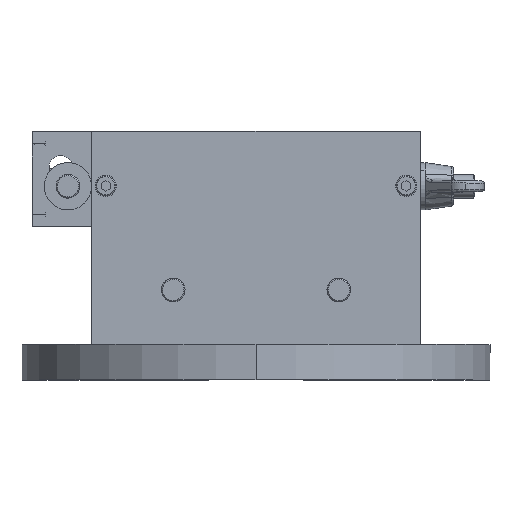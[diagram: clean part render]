
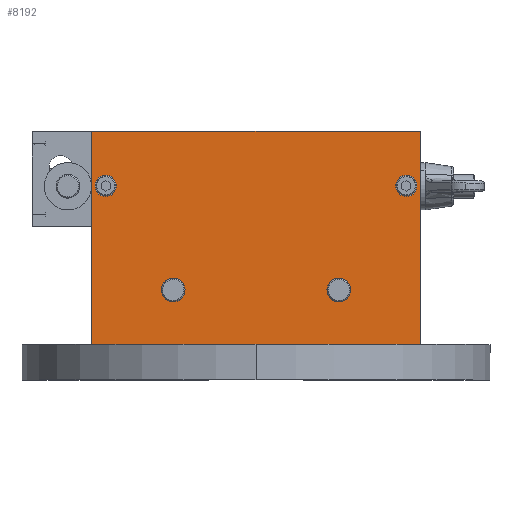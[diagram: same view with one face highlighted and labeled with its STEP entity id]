
A CAD part, top view. The second image highlights one B-rep face of the part: STEP entity #8192.
In plain terms, the highlighted planar face has unit normal (0, 0, 1).
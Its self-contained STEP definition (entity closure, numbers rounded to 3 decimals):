
#528 = CARTESIAN_POINT ( 'NONE',  ( -95.662, 24.419, 6. ) ) ;
#566 = EDGE_CURVE ( 'NONE', #23741, #7993, #16137, .T. ) ;
#626 = ORIENTED_EDGE ( 'NONE', *, *, #27989, .T. ) ;
#754 = CARTESIAN_POINT ( 'NONE',  ( -56.162, 47.419, 6. ) ) ;
#1002 = CARTESIAN_POINT ( 'NONE',  ( -94.162, 91.419, 6. ) ) ;
#1349 = ORIENTED_EDGE ( 'NONE', *, *, #21614, .F. ) ;
#1965 = DIRECTION ( 'NONE',  ( 1., 0., 0. ) ) ;
#3355 = DIRECTION ( 'NONE',  ( 0., 0., -1. ) ) ;
#3632 = VERTEX_POINT ( 'NONE', #28065 ) ;
#3822 = ORIENTED_EDGE ( 'NONE', *, *, #21971, .F. ) ;
#3873 = AXIS2_PLACEMENT_3D ( 'NONE', #24117, #24083, #24071 ) ;
#4112 = CARTESIAN_POINT ( 'NONE',  ( -95.662, 24.419, 6. ) ) ;
#4151 = ORIENTED_EDGE ( 'NONE', *, *, #26948, .F. ) ;
#4508 = EDGE_LOOP ( 'NONE', ( #17580, #24659 ) ) ;
#5524 = VECTOR ( 'NONE', #7807, 1000. ) ;
#5669 = CIRCLE ( 'NONE', #26476, 5. ) ;
#5708 = AXIS2_PLACEMENT_3D ( 'NONE', #20819, #5974, #21157 ) ;
#5787 = EDGE_CURVE ( 'NONE', #3632, #16084, #5669, .T. ) ;
#5974 = DIRECTION ( 'NONE',  ( 0., 0., 1. ) ) ;
#6133 = CARTESIAN_POINT ( 'NONE',  ( -85.162, 91.419, 6. ) ) ;
#6632 = EDGE_LOOP ( 'NONE', ( #22921, #1349 ) ) ;
#6783 = AXIS2_PLACEMENT_3D ( 'NONE', #11582, #19553, #1965 ) ;
#7807 = DIRECTION ( 'NONE',  ( 0., -1., 0. ) ) ;
#7915 = CARTESIAN_POINT ( 'NONE',  ( -95.662, 24.419, 6. ) ) ;
#7993 = VERTEX_POINT ( 'NONE', #16139 ) ;
#8192 = ADVANCED_FACE ( 'NONE', ( #20747, #26080, #19927, #19096, #11978 ), #26344, .F. ) ;
#8447 = DIRECTION ( 'NONE',  ( 1., 0., 0. ) ) ;
#8949 = VECTOR ( 'NONE', #17476, 1000. ) ;
#9193 = DIRECTION ( 'NONE',  ( 0., 0., 1. ) ) ;
#9225 = AXIS2_PLACEMENT_3D ( 'NONE', #31559, #31422, #31356 ) ;
#9254 = ORIENTED_EDGE ( 'NONE', *, *, #23713, .T. ) ;
#9382 = AXIS2_PLACEMENT_3D ( 'NONE', #23034, #22989, #22958 ) ;
#9507 = CARTESIAN_POINT ( 'NONE',  ( 32.838, 91.419, 6. ) ) ;
#9559 = CIRCLE ( 'NONE', #24992, 4.5 ) ;
#9892 = CIRCLE ( 'NONE', #5708, 4.5 ) ;
#11117 = CIRCLE ( 'NONE', #9225, 4.5 ) ;
#11549 = LINE ( 'NONE', #7915, #5524 ) ;
#11582 = CARTESIAN_POINT ( 'NONE',  ( -61.162, 47.419, 6. ) ) ;
#11978 = FACE_BOUND ( 'NONE', #4508, .T. ) ;
#12761 = VERTEX_POINT ( 'NONE', #1002 ) ;
#12934 = CARTESIAN_POINT ( 'NONE',  ( 8.838, 47.419, 6. ) ) ;
#13466 = DIRECTION ( 'NONE',  ( 1., 0., 0. ) ) ;
#13646 = EDGE_CURVE ( 'NONE', #30878, #19474, #28205, .T. ) ;
#13761 = CARTESIAN_POINT ( 'NONE',  ( 13.838, 47.419, 6. ) ) ;
#13972 = VECTOR ( 'NONE', #31691, 1000. ) ;
#14832 = CIRCLE ( 'NONE', #6783, 5. ) ;
#15741 = EDGE_CURVE ( 'NONE', #29934, #12761, #11117, .T. ) ;
#15834 = CARTESIAN_POINT ( 'NONE',  ( 43.338, 24.419, 6. ) ) ;
#16018 = AXIS2_PLACEMENT_3D ( 'NONE', #30077, #3355, #33907 ) ;
#16084 = VERTEX_POINT ( 'NONE', #13761 ) ;
#16137 = CIRCLE ( 'NONE', #16569, 5. ) ;
#16139 = CARTESIAN_POINT ( 'NONE',  ( -66.162, 47.419, 6. ) ) ;
#16569 = AXIS2_PLACEMENT_3D ( 'NONE', #25314, #9193, #13466 ) ;
#17133 = EDGE_CURVE ( 'NONE', #25457, #30878, #21037, .T. ) ;
#17167 = ORIENTED_EDGE ( 'NONE', *, *, #15741, .F. ) ;
#17476 = DIRECTION ( 'NONE',  ( 1., 0., 0. ) ) ;
#17580 = ORIENTED_EDGE ( 'NONE', *, *, #5787, .F. ) ;
#18047 = EDGE_LOOP ( 'NONE', ( #626, #9254, #19124, #18408 ) ) ;
#18408 = ORIENTED_EDGE ( 'NONE', *, *, #13646, .T. ) ;
#18656 = DIRECTION ( 'NONE',  ( -1., 0., 0. ) ) ;
#19096 = FACE_OUTER_BOUND ( 'NONE', #18047, .T. ) ;
#19124 = ORIENTED_EDGE ( 'NONE', *, *, #17133, .T. ) ;
#19234 = EDGE_CURVE ( 'NONE', #16084, #3632, #23378, .T. ) ;
#19474 = VERTEX_POINT ( 'NONE', #21638 ) ;
#19553 = DIRECTION ( 'NONE',  ( 0., 0., 1. ) ) ;
#19927 = FACE_BOUND ( 'NONE', #22699, .T. ) ;
#20414 = VECTOR ( 'NONE', #18656, 1000. ) ;
#20747 = FACE_BOUND ( 'NONE', #29833, .T. ) ;
#20819 = CARTESIAN_POINT ( 'NONE',  ( 37.338, 91.419, 6. ) ) ;
#21037 = LINE ( 'NONE', #31733, #13972 ) ;
#21157 = DIRECTION ( 'NONE',  ( 1., 0., 0. ) ) ;
#21614 = EDGE_CURVE ( 'NONE', #31388, #28637, #9892, .T. ) ;
#21638 = CARTESIAN_POINT ( 'NONE',  ( -95.662, 114.419, 6. ) ) ;
#21971 = EDGE_CURVE ( 'NONE', #7993, #23741, #14832, .T. ) ;
#22699 = EDGE_LOOP ( 'NONE', ( #3822, #32775 ) ) ;
#22921 = ORIENTED_EDGE ( 'NONE', *, *, #33382, .F. ) ;
#22958 = DIRECTION ( 'NONE',  ( 1., 0., 0. ) ) ;
#22989 = DIRECTION ( 'NONE',  ( 0., 0., 1. ) ) ;
#23034 = CARTESIAN_POINT ( 'NONE',  ( 37.338, 91.419, 6. ) ) ;
#23378 = CIRCLE ( 'NONE', #3873, 5. ) ;
#23713 = EDGE_CURVE ( 'NONE', #32892, #25457, #29933, .T. ) ;
#23741 = VERTEX_POINT ( 'NONE', #754 ) ;
#24071 = DIRECTION ( 'NONE',  ( 1., 0., 0. ) ) ;
#24083 = DIRECTION ( 'NONE',  ( 0., 0., 1. ) ) ;
#24117 = CARTESIAN_POINT ( 'NONE',  ( 8.838, 47.419, 6. ) ) ;
#24659 = ORIENTED_EDGE ( 'NONE', *, *, #19234, .F. ) ;
#24992 = AXIS2_PLACEMENT_3D ( 'NONE', #26004, #25972, #25896 ) ;
#25012 = CARTESIAN_POINT ( 'NONE',  ( 43.338, 114.419, 6. ) ) ;
#25314 = CARTESIAN_POINT ( 'NONE',  ( -61.162, 47.419, 6. ) ) ;
#25457 = VERTEX_POINT ( 'NONE', #15834 ) ;
#25896 = DIRECTION ( 'NONE',  ( 1., 0., 0. ) ) ;
#25972 = DIRECTION ( 'NONE',  ( 0., 0., 1. ) ) ;
#26004 = CARTESIAN_POINT ( 'NONE',  ( -89.662, 91.419, 6. ) ) ;
#26080 = FACE_BOUND ( 'NONE', #6632, .T. ) ;
#26344 = PLANE ( 'NONE',  #16018 ) ;
#26476 = AXIS2_PLACEMENT_3D ( 'NONE', #12934, #31236, #8447 ) ;
#26948 = EDGE_CURVE ( 'NONE', #12761, #29934, #9559, .T. ) ;
#27989 = EDGE_CURVE ( 'NONE', #19474, #32892, #11549, .T. ) ;
#28065 = CARTESIAN_POINT ( 'NONE',  ( 3.838, 47.419, 6. ) ) ;
#28158 = CIRCLE ( 'NONE', #9382, 4.5 ) ;
#28205 = LINE ( 'NONE', #31274, #20414 ) ;
#28637 = VERTEX_POINT ( 'NONE', #33875 ) ;
#29833 = EDGE_LOOP ( 'NONE', ( #17167, #4151 ) ) ;
#29933 = LINE ( 'NONE', #4112, #8949 ) ;
#29934 = VERTEX_POINT ( 'NONE', #6133 ) ;
#30077 = CARTESIAN_POINT ( 'NONE',  ( -95.662, 114.419, 6. ) ) ;
#30878 = VERTEX_POINT ( 'NONE', #25012 ) ;
#31236 = DIRECTION ( 'NONE',  ( 0., 0., 1. ) ) ;
#31274 = CARTESIAN_POINT ( 'NONE',  ( -95.662, 114.419, 6. ) ) ;
#31356 = DIRECTION ( 'NONE',  ( 1., 0., 0. ) ) ;
#31388 = VERTEX_POINT ( 'NONE', #9507 ) ;
#31422 = DIRECTION ( 'NONE',  ( 0., 0., 1. ) ) ;
#31559 = CARTESIAN_POINT ( 'NONE',  ( -89.662, 91.419, 6. ) ) ;
#31691 = DIRECTION ( 'NONE',  ( 0., 1., 0. ) ) ;
#31733 = CARTESIAN_POINT ( 'NONE',  ( 43.338, 24.419, 6. ) ) ;
#32775 = ORIENTED_EDGE ( 'NONE', *, *, #566, .F. ) ;
#32892 = VERTEX_POINT ( 'NONE', #528 ) ;
#33382 = EDGE_CURVE ( 'NONE', #28637, #31388, #28158, .T. ) ;
#33875 = CARTESIAN_POINT ( 'NONE',  ( 41.838, 91.419, 6. ) ) ;
#33907 = DIRECTION ( 'NONE',  ( -1., 0., 0. ) ) ;
